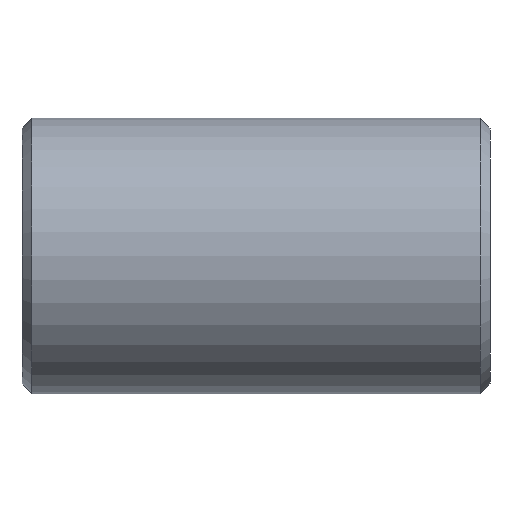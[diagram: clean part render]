
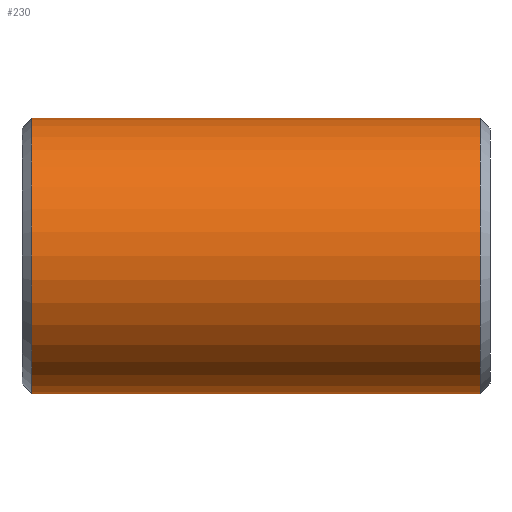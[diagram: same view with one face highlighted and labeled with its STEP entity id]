
A CAD part, front view. The second image highlights one B-rep face of the part: STEP entity #230.
In plain terms, the highlighted cylindrical face has radius 84.138 mm (diameter 168.275 mm), a partial arc.
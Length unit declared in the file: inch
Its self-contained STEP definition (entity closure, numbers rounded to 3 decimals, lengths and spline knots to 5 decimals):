
#7 = CARTESIAN_POINT ( 'NONE',  ( -5.38033, 0., 0. ) ) ;
#87 = CYLINDRICAL_SURFACE ( 'NONE', #186, 3.3125 ) ;
#135 = DIRECTION ( 'NONE',  ( 1., 0., 0. ) ) ;
#173 = CARTESIAN_POINT ( 'NONE',  ( 5.62, 0., -3.3125 ) ) ;
#183 = LINE ( 'NONE', #738, #590 ) ;
#186 = AXIS2_PLACEMENT_3D ( 'NONE', #274, #566, #439 ) ;
#230 = ADVANCED_FACE ( 'NONE', ( #636 ), #87, .T. ) ;
#232 = DIRECTION ( 'NONE',  ( -1., 0., 0. ) ) ;
#233 = VERTEX_POINT ( 'NONE', #376 ) ;
#258 = ORIENTED_EDGE ( 'NONE', *, *, #570, .T. ) ;
#274 = CARTESIAN_POINT ( 'NONE',  ( 5.62, 0., 0. ) ) ;
#376 = CARTESIAN_POINT ( 'NONE',  ( -5.38033, 0., 3.3125 ) ) ;
#393 = VERTEX_POINT ( 'NONE', #651 ) ;
#418 = DIRECTION ( 'NONE',  ( -1., 0., 0. ) ) ;
#439 = DIRECTION ( 'NONE',  ( 0., 0., 1. ) ) ;
#446 = CIRCLE ( 'NONE', #783, 3.3125 ) ;
#483 = DIRECTION ( 'NONE',  ( -1., 0., 0. ) ) ;
#488 = CARTESIAN_POINT ( 'NONE',  ( 5.38033, 0., 0. ) ) ;
#516 = VERTEX_POINT ( 'NONE', #608 ) ;
#519 = ORIENTED_EDGE ( 'NONE', *, *, #595, .F. ) ;
#562 = EDGE_CURVE ( 'NONE', #393, #730, #446, .T. ) ;
#566 = DIRECTION ( 'NONE',  ( -1., 0., 0. ) ) ;
#570 = EDGE_CURVE ( 'NONE', #730, #233, #183, .T. ) ;
#590 = VECTOR ( 'NONE', #483, 39.37008 ) ;
#595 = EDGE_CURVE ( 'NONE', #393, #516, #729, .T. ) ;
#608 = CARTESIAN_POINT ( 'NONE',  ( -5.38033, 0., -3.3125 ) ) ;
#614 = ORIENTED_EDGE ( 'NONE', *, *, #758, .T. ) ;
#636 = FACE_OUTER_BOUND ( 'NONE', #786, .T. ) ;
#651 = CARTESIAN_POINT ( 'NONE',  ( 5.38033, 0., -3.3125 ) ) ;
#669 = DIRECTION ( 'NONE',  ( 0., 0., -1. ) ) ;
#677 = CIRCLE ( 'NONE', #695, 3.3125 ) ;
#695 = AXIS2_PLACEMENT_3D ( 'NONE', #7, #135, #696 ) ;
#696 = DIRECTION ( 'NONE',  ( 0., 0., 1. ) ) ;
#702 = ORIENTED_EDGE ( 'NONE', *, *, #562, .T. ) ;
#729 = LINE ( 'NONE', #173, #796 ) ;
#730 = VERTEX_POINT ( 'NONE', #806 ) ;
#738 = CARTESIAN_POINT ( 'NONE',  ( 5.62, 0., 3.3125 ) ) ;
#758 = EDGE_CURVE ( 'NONE', #233, #516, #677, .T. ) ;
#783 = AXIS2_PLACEMENT_3D ( 'NONE', #488, #232, #669 ) ;
#786 = EDGE_LOOP ( 'NONE', ( #519, #702, #258, #614 ) ) ;
#796 = VECTOR ( 'NONE', #418, 39.37008 ) ;
#806 = CARTESIAN_POINT ( 'NONE',  ( 5.38033, 0., 3.3125 ) ) ;
